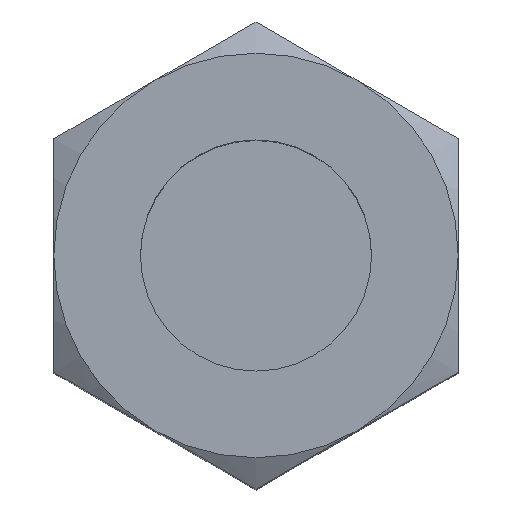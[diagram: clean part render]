
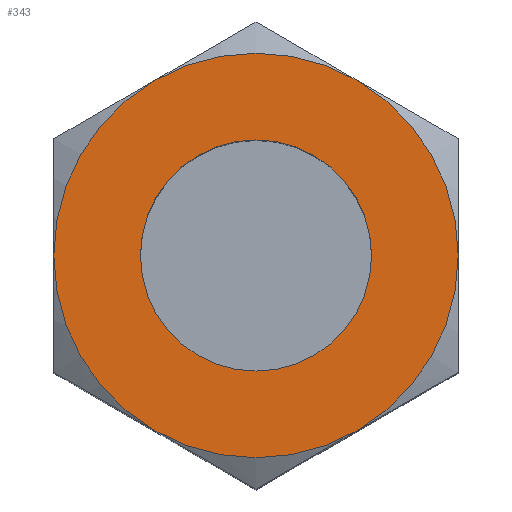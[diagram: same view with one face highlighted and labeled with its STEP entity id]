
A CAD part, top view. The second image highlights one B-rep face of the part: STEP entity #343.
In plain terms, the highlighted planar face has unit normal (0, 0, 1).
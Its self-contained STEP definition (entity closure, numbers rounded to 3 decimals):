
#17=FACE_BOUND('',#94,.T.);
#44=PLANE('',#397);
#68=FACE_OUTER_BOUND('',#93,.T.);
#93=EDGE_LOOP('',(#297,#298,#299,#300,#301,#302));
#94=EDGE_LOOP('',(#303));
#104=CIRCLE('',#381,3.5);
#105=CIRCLE('',#383,3.5);
#106=CIRCLE('',#385,3.5);
#107=CIRCLE('',#387,3.5);
#108=CIRCLE('',#389,3.5);
#109=CIRCLE('',#391,3.5);
#110=CIRCLE('',#393,2.);
#143=VERTEX_POINT('',#514);
#151=VERTEX_POINT('',#544);
#152=VERTEX_POINT('',#552);
#158=VERTEX_POINT('',#584);
#160=VERTEX_POINT('',#601);
#161=VERTEX_POINT('',#614);
#162=VERTEX_POINT('',#629);
#200=EDGE_CURVE('',#160,#152,#104,.T.);
#201=EDGE_CURVE('',#158,#160,#105,.T.);
#203=EDGE_CURVE('',#161,#158,#106,.T.);
#205=EDGE_CURVE('',#151,#161,#107,.T.);
#206=EDGE_CURVE('',#143,#151,#108,.T.);
#207=EDGE_CURVE('',#152,#143,#109,.T.);
#208=EDGE_CURVE('',#162,#162,#110,.T.);
#297=ORIENTED_EDGE('',*,*,#207,.T.);
#298=ORIENTED_EDGE('',*,*,#206,.T.);
#299=ORIENTED_EDGE('',*,*,#205,.T.);
#300=ORIENTED_EDGE('',*,*,#203,.T.);
#301=ORIENTED_EDGE('',*,*,#201,.T.);
#302=ORIENTED_EDGE('',*,*,#200,.T.);
#303=ORIENTED_EDGE('',*,*,#208,.T.);
#343=ADVANCED_FACE('',(#68,#17),#44,.T.);
#381=AXIS2_PLACEMENT_3D('',#610,#449,#450);
#383=AXIS2_PLACEMENT_3D('',#612,#453,#454);
#385=AXIS2_PLACEMENT_3D('',#618,#457,#458);
#387=AXIS2_PLACEMENT_3D('',#623,#461,#462);
#389=AXIS2_PLACEMENT_3D('',#625,#465,#466);
#391=AXIS2_PLACEMENT_3D('',#627,#469,#470);
#393=AXIS2_PLACEMENT_3D('',#630,#473,#474);
#397=AXIS2_PLACEMENT_3D('',#636,#482,#483);
#449=DIRECTION('center_axis',(0.,0.,1.));
#450=DIRECTION('ref_axis',(0.,1.,0.));
#453=DIRECTION('center_axis',(0.,0.,1.));
#454=DIRECTION('ref_axis',(0.,1.,0.));
#457=DIRECTION('center_axis',(0.,0.,1.));
#458=DIRECTION('ref_axis',(0.,1.,0.));
#461=DIRECTION('center_axis',(0.,0.,1.));
#462=DIRECTION('ref_axis',(0.,1.,0.));
#465=DIRECTION('center_axis',(0.,0.,1.));
#466=DIRECTION('ref_axis',(0.,1.,0.));
#469=DIRECTION('center_axis',(0.,0.,1.));
#470=DIRECTION('ref_axis',(0.,1.,0.));
#473=DIRECTION('center_axis',(0.,0.,-1.));
#474=DIRECTION('ref_axis',(1.,0.,0.));
#482=DIRECTION('center_axis',(0.,0.,1.));
#483=DIRECTION('ref_axis',(1.,0.,0.));
#514=CARTESIAN_POINT('',(-1.75,3.031,5.));
#544=CARTESIAN_POINT('',(-3.5,0.,5.));
#552=CARTESIAN_POINT('',(1.75,3.031,5.));
#584=CARTESIAN_POINT('',(1.75,-3.031,5.));
#601=CARTESIAN_POINT('',(3.5,0.,5.));
#610=CARTESIAN_POINT('Origin',(0.,0.,5.));
#612=CARTESIAN_POINT('Origin',(0.,0.,5.));
#614=CARTESIAN_POINT('',(-1.75,-3.031,5.));
#618=CARTESIAN_POINT('Origin',(0.,0.,5.));
#623=CARTESIAN_POINT('Origin',(0.,0.,5.));
#625=CARTESIAN_POINT('Origin',(0.,0.,5.));
#627=CARTESIAN_POINT('Origin',(0.,0.,5.));
#629=CARTESIAN_POINT('',(-2.,0.,5.));
#630=CARTESIAN_POINT('Origin',(0.,0.,5.));
#636=CARTESIAN_POINT('Origin',(0.,0.,5.));
